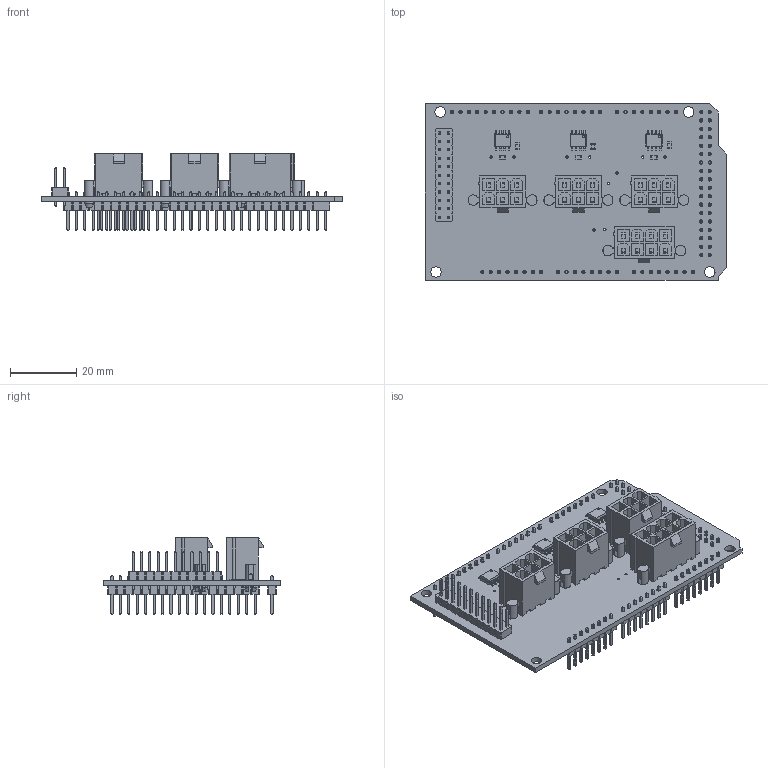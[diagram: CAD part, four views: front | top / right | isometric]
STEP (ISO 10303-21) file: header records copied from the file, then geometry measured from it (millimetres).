
FILE_DESCRIPTION(('KiCad electronic assembly'),'2;1');
FILE_NAME('ABSIS_Bus_Master.step','2024-10-06T15:21:56',('Pcbnew'),( 'Kicad'),'Open CASCADE STEP processor 7.8','KiCad to STEP converter' ,'Unknown');
FILE_SCHEMA(('AUTOMOTIVE_DESIGN { 1 0 10303 214 1 1 1 1 }'));
Length unit declared in the file: millimetre
Products named in the file (20): ABSIS_Bus_Master 1; SOIC-8_3.9x4.9mm_P1.27mm; SOIC_8_39x49mm_P127mm; R_0805_2012Metric; C_0805_2012Metric; Molex_Mini-Fit_Jr_5566-08A2_2x04_P4.20mm_Vertical; 1; 39299067; PinHeader_2x11_P2.54mm_Vertical; PinHeader_2x11_P254mm_Vertical; PinHeader_2x18_P2.54mm_Vertical; PinHeader_2x18_P254mm_Vertical; PinHeader_1x08_P2.54mm_Vertical; PinHeader_1x08_P254mm_Vertical; PinHeader_1x10_P2.54mm_Vertical; PinHeader_1x10_P254mm_Vertical; _autosave-ABSIS_Bus_Master_PCB
Assembly tree (31 placements, depth 3):
  ABSIS_Bus_Master 1
    SOIC-8_3.9x4.9mm_P1.27mm  x3
      SOIC_8_39x49mm_P127mm
    R_0805_2012Metric  x3
      R_0805_2012Metric
    C_0805_2012Metric  x3
      C_0805_2012Metric
    Molex_Mini-Fit_Jr_5566-08A2_2x04_P4.20mm_Vertical
      1
    39299067  x3
      1
    PinHeader_2x11_P2.54mm_Vertical
      PinHeader_2x11_P254mm_Vertical
    PinHeader_2x18_P2.54mm_Vertical
      PinHeader_2x18_P254mm_Vertical
    PinHeader_1x08_P2.54mm_Vertical  x5
      PinHeader_1x08_P254mm_Vertical
    PinHeader_1x10_P2.54mm_Vertical
      PinHeader_1x10_P254mm_Vertical
    _autosave-ABSIS_Bus_Master_PCB
Bounding box: 90.81 x 53.34 x 23.04 mm (x, y, z)
Volume: 14334.5 mm3; surface area: 24923.1 mm2
Topology: 22 solids, 22 shells, 4203 faces, 10456 edges, 6604 vertices
Faces by surface type: plane 3716, cylinder 375, bspline 96, cone 16
Full cylindrical faces by diameter (mm): 0.6 x3, 0.7 x10, 1 x108, 1.4 x26, 3 x8, 3.2 x4
Entity records: 87435 total; most frequent: CARTESIAN_POINT 13035, ORIENTED_EDGE 12576, DIRECTION 11804, EDGE_CURVE 6288, LINE 5738, VECTOR 5738, VERTEX_POINT 3960, FACE_BOUND 3058
